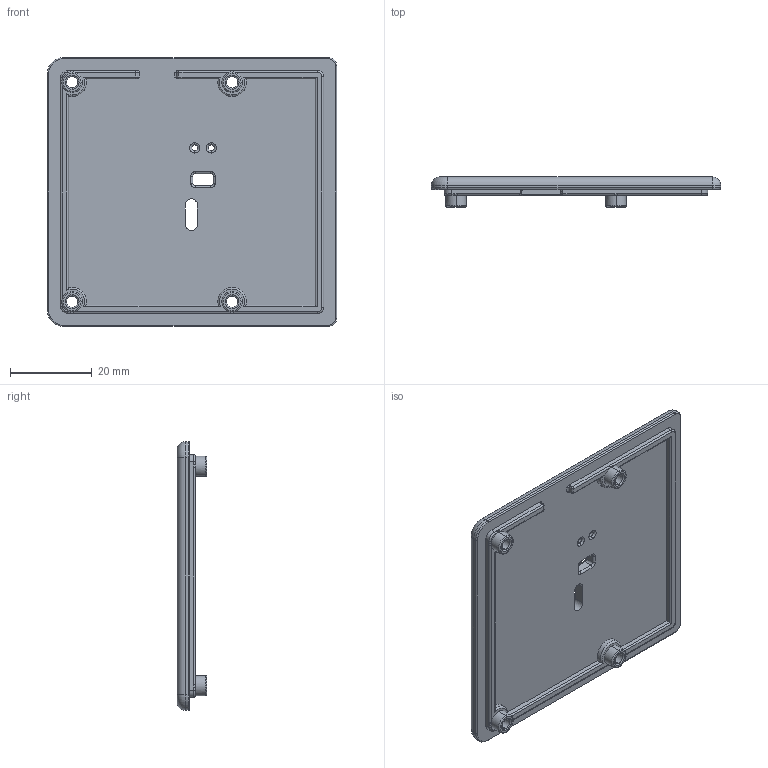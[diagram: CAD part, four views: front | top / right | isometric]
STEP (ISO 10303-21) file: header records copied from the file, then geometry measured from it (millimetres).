
FILE_DESCRIPTION (( 'STEP AP214' ), '1' );
FILE_NAME ('CapiBridge_Case_lit_2.STEP', '2024-05-25T18:36:29', ( '' ), ( '' ), 'SwSTEP 2.0', 'SolidWorks 2022', '' );
FILE_SCHEMA (( 'AUTOMOTIVE_DESIGN' ));
Length unit declared in the file: millimetre
Products named in the file (1): CapiBridge_Case_lit_2
Bounding box: 71 x 7.3 x 66 mm (x, y, z)
Volume: 14374.5 mm3; surface area: 11012.6 mm2
Topology: 1 solids, 1 shells, 513 faces, 1203 edges, 715 vertices
Faces by surface type: bspline 178, cylinder 151, plane 115, torus 67, sphere 2
Entity records: 24685 total; most frequent: CARTESIAN_POINT 14248, ORIENTED_EDGE 2402, DIRECTION 1751, EDGE_CURVE 1201, VERTEX_POINT 715, AXIS2_PLACEMENT_3D 632, EDGE_LOOP 554, ADVANCED_FACE 513
